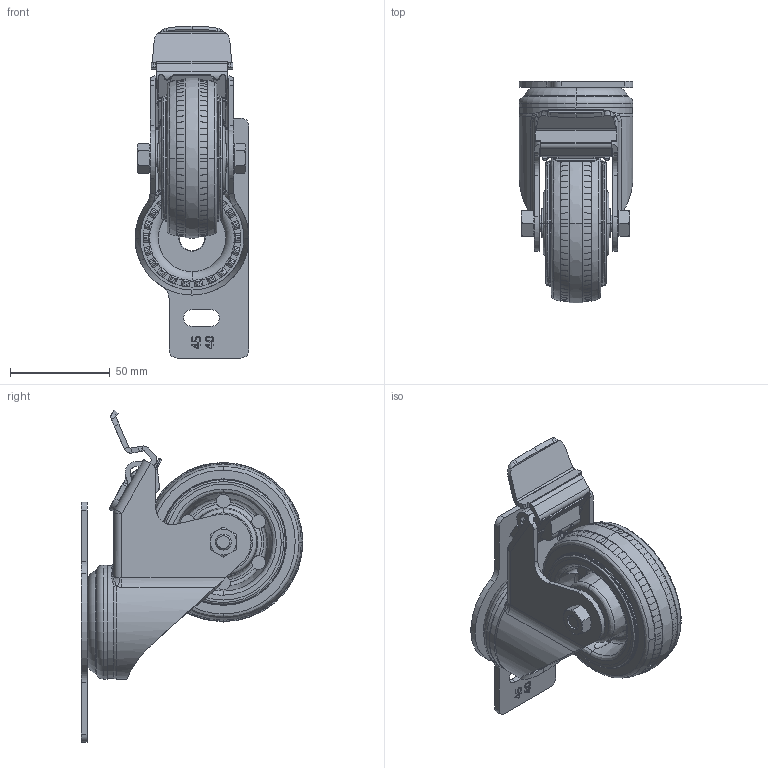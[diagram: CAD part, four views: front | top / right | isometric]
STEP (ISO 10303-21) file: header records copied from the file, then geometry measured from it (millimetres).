
FILE_DESCRIPTION (( 'STEP AP214' ), '1' );
FILE_NAME ('Accessories for aluminium profiles098S080GD4045N.step', '2016-10-19T13:44:47', ( '' ), ( '' ), 'SwSTEP 2.0', 'SolidWorks 2016', '' );
FILE_SCHEMA (( 'AUTOMOTIVE_DESIGN' ));
Length unit declared in the file: millimetre
Products named in the file (5): VPA_80_8K_105049-214_selction no pls; 4DIN931M08048MS01; 4DIN934M08M; 098S4045R.u.Tab_098S080D4045; Accessories for aluminium profiles098S080GD4045N
Assembly tree (4 placements, depth 2):
  Accessories for aluminium profiles098S080GD4045N
    098S4045R.u.Tab_098S080D4045
    4DIN934M08M
    4DIN931M08048MS01
    VPA_80_8K_105049-214_selction no pls
Bounding box: 57 x 110.9 x 166.07 mm (x, y, z)
Volume: 203642.1 mm3; surface area: 74767.9 mm2
Topology: 7 solids, 8 shells, 1932 faces, 5154 edges, 3301 vertices
Faces by surface type: plane 772, cylinder 446, bspline 396, torus 258, cone 53, sphere 7
Entity records: 100377 total; most frequent: CARTESIAN_POINT 34077, ORIENTED_EDGE 10298, DIRECTION 8535, EDGE_CURVE 5149, VERTEX_POINT 3301, AXIS2_PLACEMENT_3D 3093, LINE 2349, VECTOR 2349
